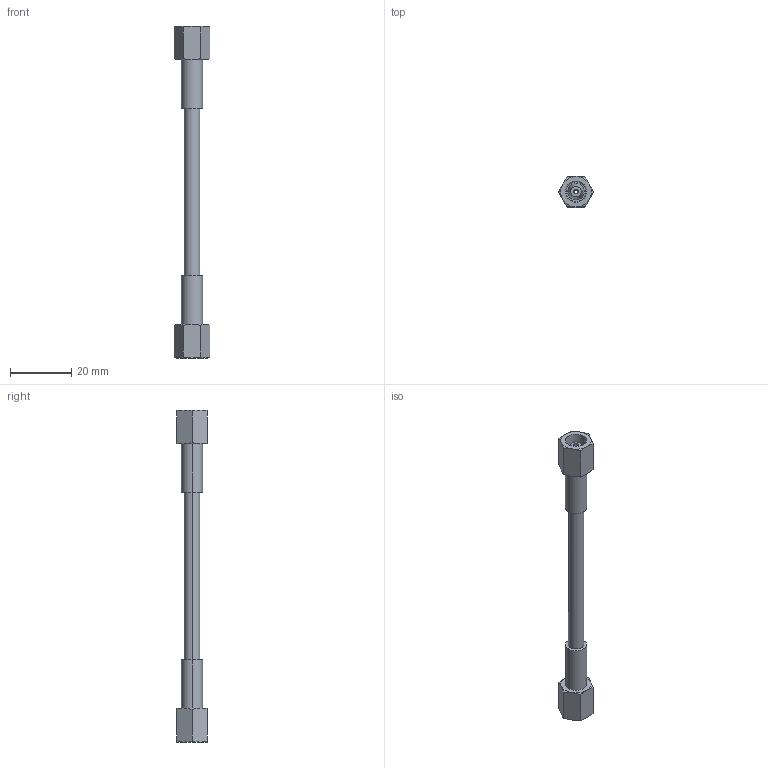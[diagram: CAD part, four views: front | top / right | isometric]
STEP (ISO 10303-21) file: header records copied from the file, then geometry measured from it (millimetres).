
FILE_DESCRIPTION (( 'STEP AP214' ), '1' );
FILE_NAME ('S24 Micro Hose.STEP', '2018-01-15T12:09:36', ( 'Metrol Springs' ), ( 'Hewlett-Packard Company' ), 'SwSTEP 2.0', 'SolidWorks 2017', '' );
FILE_SCHEMA (( 'AUTOMOTIVE_DESIGN' ));
Length unit declared in the file: millimetre
Products named in the file (1): S24 Micro Hose
Bounding box: 11.55 x 10 x 108.74 mm (x, y, z)
Volume: 3628.9 mm3; surface area: 3792.4 mm2
Topology: 1 solids, 1 shells, 88 faces, 184 edges, 108 vertices
Faces by surface type: cone 40, cylinder 24, plane 24
Entity records: 2444 total; most frequent: CARTESIAN_POINT 541, DIRECTION 398, ORIENTED_EDGE 368, EDGE_CURVE 184, AXIS2_PLACEMENT_3D 173, VERTEX_POINT 108, EDGE_LOOP 100, ADVANCED_FACE 88
